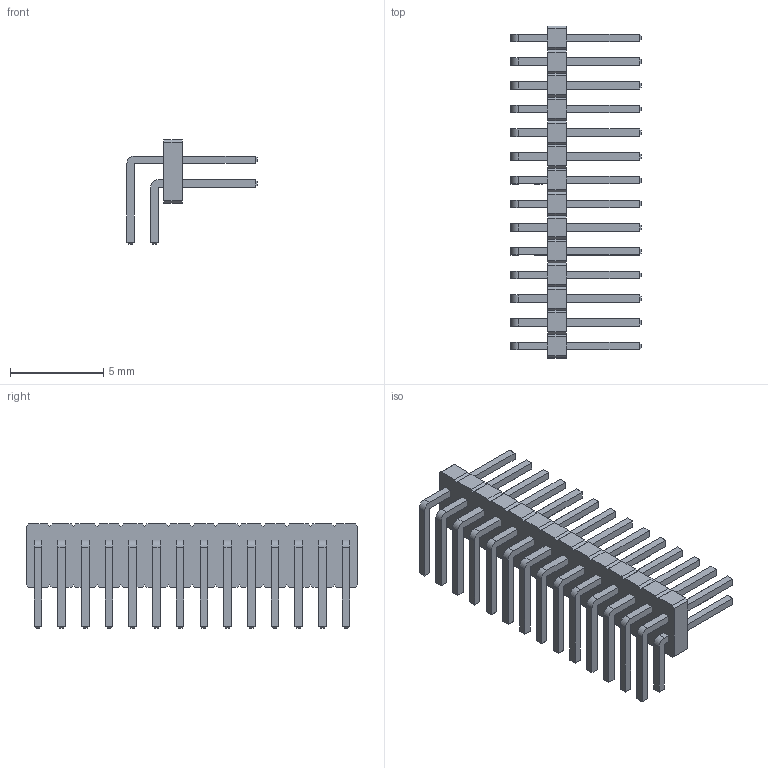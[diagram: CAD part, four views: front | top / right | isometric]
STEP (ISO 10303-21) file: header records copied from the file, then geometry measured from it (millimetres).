
FILE_DESCRIPTION(/* description */ ('model of PinHeader_2x14_P1.27mm_Horizontal'),/* implementation_level */ '2;1');
FILE_NAME(/* name */ 'PinHeader_2x14_P1.27mm_Horizontal.step',/* time_stamp */ '2018-01-24T12:36:44',/* author */ ('kicad StepUp','ksu'),/* organization */ ('FreeCAD'),/* preprocessor_version */ 'OCC',/* originating_system */ 'kicad StepUp',/* authorisation */ '');
FILE_SCHEMA(('AUTOMOTIVE_DESIGN { 1 0 10303 214 1 1 1 1 }'));
Length unit declared in the file: millimetre
Products named in the file (2): PinHeader_2x14_P127mm_Horizontal; Shape0_948228191033
Bounding box: 6.97 x 17.78 x 5.58 mm (x, y, z)
Volume: 104.1 mm3; surface area: 612.6 mm2
Topology: 29 solids, 29 shells, 564 faces, 1294 edges, 788 vertices
Faces by surface type: plane 536, cylinder 28
Entity records: 9991 total; most frequent: ORIENTED_EDGE 1914, CARTESIAN_POINT 1636, EDGE_CURVE 1294, LINE 1238, VERTEX_POINT 788, AXIS2_PLACEMENT_3D 621, ADVANCED_FACE 564, FACE_BOUND 564
